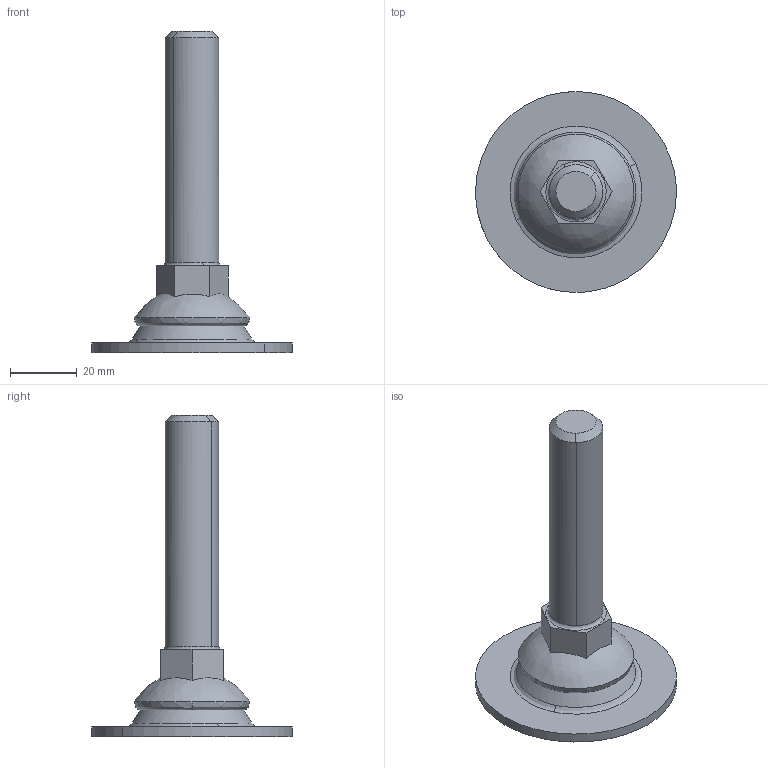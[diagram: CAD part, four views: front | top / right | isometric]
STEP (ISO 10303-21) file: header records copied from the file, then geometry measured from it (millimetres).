
FILE_DESCRIPTION((''),'2;1');
FILE_NAME('','2011-04-26T16:46:27',(''),(''),'','CADfix','');
FILE_SCHEMA(('AUTOMOTIVE_DESIGN { 1 0 10303 214 1 1 1 1 }'));
Length unit declared in the file: millimetre
Bounding box: 60 x 60 x 96 mm (x, y, z)
Volume: 29547 mm3; surface area: 15073.1 mm2
Topology: 4 solids, 4 shells, 69 faces, 244 edges, 190 vertices
Faces by surface type: bspline 69
Entity records: 3948 total; most frequent: CARTESIAN_POINT 2459, ORIENTED_EDGE 488, EDGE_CURVE 244, VERTEX_POINT 190, B_SPLINE_CURVE_WITH_KNOTS 160, QUASI_UNIFORM_CURVE 84, EDGE_LOOP 80, FACE_OUTER_BOUND 69
